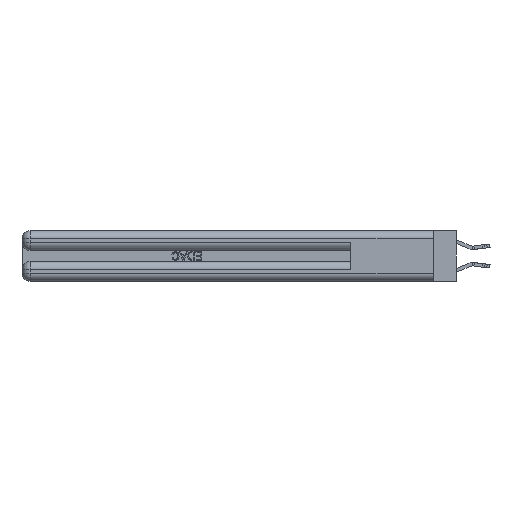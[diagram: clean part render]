
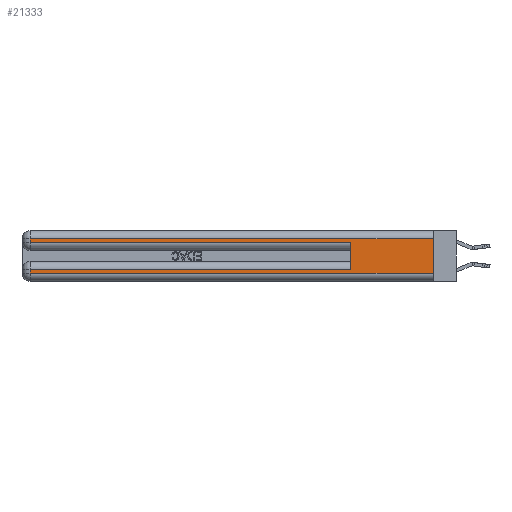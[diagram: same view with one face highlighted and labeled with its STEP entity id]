
A CAD part, left-side view. The second image highlights one B-rep face of the part: STEP entity #21333.
In plain terms, the highlighted planar face has unit normal (-1, 0, 0).
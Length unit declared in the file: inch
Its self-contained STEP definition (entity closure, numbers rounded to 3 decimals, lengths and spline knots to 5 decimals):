
#114 = LINE ( 'NONE', #3016, #26098 ) ;
#764 = VECTOR ( 'NONE', #1321, 39.37008 ) ;
#1321 = DIRECTION ( 'NONE',  ( 0., -1., 0. ) ) ;
#2737 = CARTESIAN_POINT ( 'NONE',  ( 0., 0.6, 0.085 ) ) ;
#3016 = CARTESIAN_POINT ( 'NONE',  ( 0., 2.94, 0.37 ) ) ;
#3134 = VECTOR ( 'NONE', #6487, 39.37008 ) ;
#3639 = VERTEX_POINT ( 'NONE', #2737 ) ;
#3968 = LINE ( 'NONE', #10588, #24221 ) ;
#4195 = VECTOR ( 'NONE', #6413, 39.37008 ) ;
#4307 = CARTESIAN_POINT ( 'NONE',  ( 0., 0., 0.37 ) ) ;
#5902 = EDGE_CURVE ( 'NONE', #20989, #9521, #29706, .T. ) ;
#6196 = EDGE_CURVE ( 'NONE', #11017, #20989, #114, .T. ) ;
#6413 = DIRECTION ( 'NONE',  ( 0., 0., -1. ) ) ;
#6487 = DIRECTION ( 'NONE',  ( 0., 0., -1. ) ) ;
#6500 = VERTEX_POINT ( 'NONE', #30845 ) ;
#7560 = CARTESIAN_POINT ( 'NONE',  ( 0., 0., 0.285 ) ) ;
#7674 = ORIENTED_EDGE ( 'NONE', *, *, #25004, .T. ) ;
#8147 = CARTESIAN_POINT ( 'NONE',  ( 0., 0., 0.31 ) ) ;
#8318 = VECTOR ( 'NONE', #31007, 39.37008 ) ;
#8518 = CARTESIAN_POINT ( 'NONE',  ( 0., 2.94, 0.31 ) ) ;
#9097 = EDGE_CURVE ( 'NONE', #27908, #6500, #17756, .T. ) ;
#9521 = VERTEX_POINT ( 'NONE', #19892 ) ;
#9893 = DIRECTION ( 'NONE',  ( 1., 0., 0. ) ) ;
#10588 = CARTESIAN_POINT ( 'NONE',  ( 0., 0.6, 0.145 ) ) ;
#10617 = EDGE_LOOP ( 'NONE', ( #30638, #7674, #13808, #17667, #13759, #35376, #32270, #25807 ) ) ;
#11017 = VERTEX_POINT ( 'NONE', #8518 ) ;
#11685 = EDGE_CURVE ( 'NONE', #17899, #6500, #31505, .T. ) ;
#13759 = ORIENTED_EDGE ( 'NONE', *, *, #17069, .F. ) ;
#13804 = LINE ( 'NONE', #33766, #4195 ) ;
#13808 = ORIENTED_EDGE ( 'NONE', *, *, #6196, .T. ) ;
#14015 = DIRECTION ( 'NONE',  ( 0., 0., -1. ) ) ;
#14977 = DIRECTION ( 'NONE',  ( 0., 0., 1. ) ) ;
#15854 = FACE_OUTER_BOUND ( 'NONE', #10617, .T. ) ;
#16444 = LINE ( 'NONE', #8147, #29119 ) ;
#17069 = EDGE_CURVE ( 'NONE', #3639, #9521, #3968, .T. ) ;
#17667 = ORIENTED_EDGE ( 'NONE', *, *, #5902, .T. ) ;
#17756 = LINE ( 'NONE', #26035, #764 ) ;
#17899 = VERTEX_POINT ( 'NONE', #28186 ) ;
#18545 = CARTESIAN_POINT ( 'NONE',  ( 0., 2.94, 0.06 ) ) ;
#19728 = VERTEX_POINT ( 'NONE', #30804 ) ;
#19892 = CARTESIAN_POINT ( 'NONE',  ( 0., 0.6, 0.285 ) ) ;
#20989 = VERTEX_POINT ( 'NONE', #33871 ) ;
#21333 = ADVANCED_FACE ( 'NONE', ( #15854 ), #21605, .F. ) ;
#21605 = PLANE ( 'NONE',  #27204 ) ;
#23596 = DIRECTION ( 'NONE',  ( 0., 0., -1. ) ) ;
#24221 = VECTOR ( 'NONE', #14977, 39.37008 ) ;
#24728 = DIRECTION ( 'NONE',  ( 0., 1., 0. ) ) ;
#25004 = EDGE_CURVE ( 'NONE', #17899, #11017, #16444, .T. ) ;
#25807 = ORIENTED_EDGE ( 'NONE', *, *, #9097, .T. ) ;
#25969 = CARTESIAN_POINT ( 'NONE',  ( 0., 0., 0.085 ) ) ;
#26035 = CARTESIAN_POINT ( 'NONE',  ( 0., 0., 0.06 ) ) ;
#26098 = VECTOR ( 'NONE', #14015, 39.37008 ) ;
#27002 = DIRECTION ( 'NONE',  ( 0., -1., 0. ) ) ;
#27204 = AXIS2_PLACEMENT_3D ( 'NONE', #4307, #9893, #23596 ) ;
#27908 = VERTEX_POINT ( 'NONE', #18545 ) ;
#28186 = CARTESIAN_POINT ( 'NONE',  ( 0., 0., 0.31 ) ) ;
#28676 = LINE ( 'NONE', #25969, #8318 ) ;
#29119 = VECTOR ( 'NONE', #24728, 39.37008 ) ;
#29706 = LINE ( 'NONE', #7560, #30076 ) ;
#30076 = VECTOR ( 'NONE', #27002, 39.37008 ) ;
#30638 = ORIENTED_EDGE ( 'NONE', *, *, #11685, .F. ) ;
#30804 = CARTESIAN_POINT ( 'NONE',  ( 0., 2.94, 0.085 ) ) ;
#30845 = CARTESIAN_POINT ( 'NONE',  ( 0., 0., 0.06 ) ) ;
#31007 = DIRECTION ( 'NONE',  ( 0., 1., 0. ) ) ;
#31505 = LINE ( 'NONE', #34195, #3134 ) ;
#32270 = ORIENTED_EDGE ( 'NONE', *, *, #33829, .T. ) ;
#33766 = CARTESIAN_POINT ( 'NONE',  ( 0., 2.94, 0.37 ) ) ;
#33829 = EDGE_CURVE ( 'NONE', #19728, #27908, #13804, .T. ) ;
#33871 = CARTESIAN_POINT ( 'NONE',  ( 0., 2.94, 0.285 ) ) ;
#34195 = CARTESIAN_POINT ( 'NONE',  ( 0., 0., 0.37 ) ) ;
#35376 = ORIENTED_EDGE ( 'NONE', *, *, #35415, .T. ) ;
#35415 = EDGE_CURVE ( 'NONE', #3639, #19728, #28676, .T. ) ;
